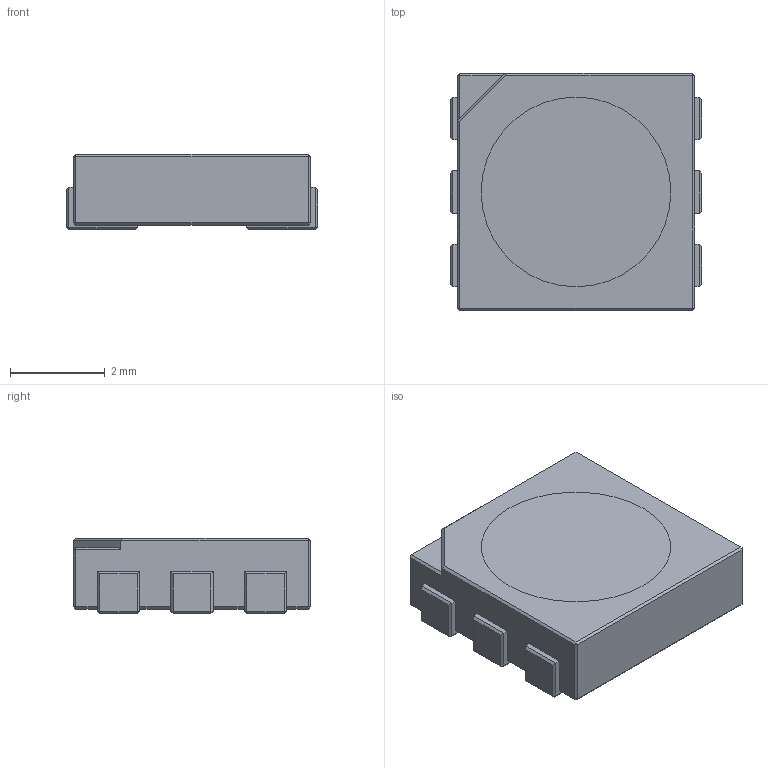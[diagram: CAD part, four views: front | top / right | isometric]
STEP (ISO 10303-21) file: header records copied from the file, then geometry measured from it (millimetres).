
FILE_DESCRIPTION(('FreeCAD Model'),'2;1');
FILE_NAME('LED_RGB_5050-62.step','2018-04-15T23:01:13',('Author'),(''), 'Open CASCADE STEP processor 6.8','FreeCAD','Unknown');
FILE_SCHEMA(('AUTOMOTIVE_DESIGN_CC2 { 1 2 10303 214 -1 1 5 4 }'));
Length unit declared in the file: millimetre
Products named in the file (1): User_Library-smd_led_5050
Bounding box: 5.3 x 5 x 1.6 mm (x, y, z)
Volume: 38.8 mm3; surface area: 83.3 mm2
Topology: 1 solids, 1 shells, 128 faces, 291 edges, 166 vertices
Faces by surface type: plane 128
Entity records: 8109 total; most frequent: CARTESIAN_POINT 1192, DIRECTION 1129, LINE 867, VECTOR 867, ORIENTED_EDGE 582, PCURVE 582, DEFINITIONAL_REPRESENTATION 582, EDGE_CURVE 291
